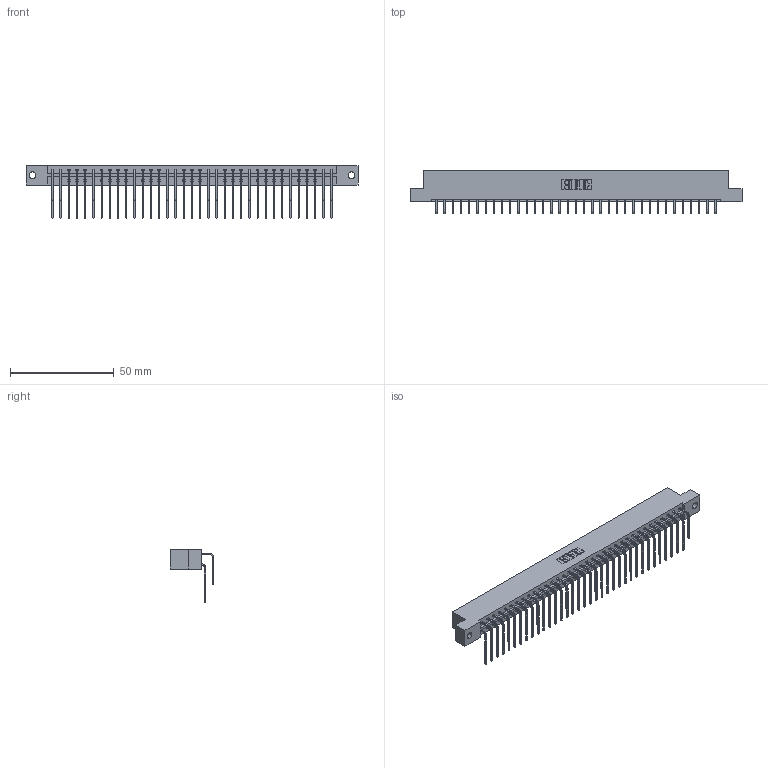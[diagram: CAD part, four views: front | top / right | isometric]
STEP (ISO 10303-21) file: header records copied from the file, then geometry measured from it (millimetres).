
FILE_DESCRIPTION (( 'STEP AP203' ), '1' );
FILE_NAME ('833-070-559-202.STEP', '2020-06-05T13:14:18', ( '' ), ( '' ), 'SwSTEP 2.0', 'SolidWorks 2020', '' );
FILE_SCHEMA (( 'CONFIG_CONTROL_DESIGN' ));
Length unit declared in the file: inch
Products named in the file (4): 833 Part_Flush - .128 Dia; 833-070-559-202; 345-292-001_559 Tail - 2; 345-292-001_558 559 Tail - 1
Assembly tree (71 placements, depth 2):
  833-070-559-202
    833 Part_Flush - .128 Dia
    345-292-001_558 559 Tail - 1  x35
    345-292-001_559 Tail - 2  x35
Bounding box: 160.22 x 20.9 x 25.53 mm (x, y, z)
Volume: 16659.5 mm3; surface area: 21358.6 mm2
Topology: 71 solids, 71 shells, 3894 faces, 11581 edges, 7626 vertices
Faces by surface type: plane 2730, cylinder 1164
Entity records: 25209 total; most frequent: CARTESIAN_POINT 4237, ORIENTED_EDGE 4122, DIRECTION 3613, EDGE_CURVE 2061, VECTOR 1893, LINE 1893, VERTEX_POINT 1370, AXIS2_PLACEMENT_3D 860
